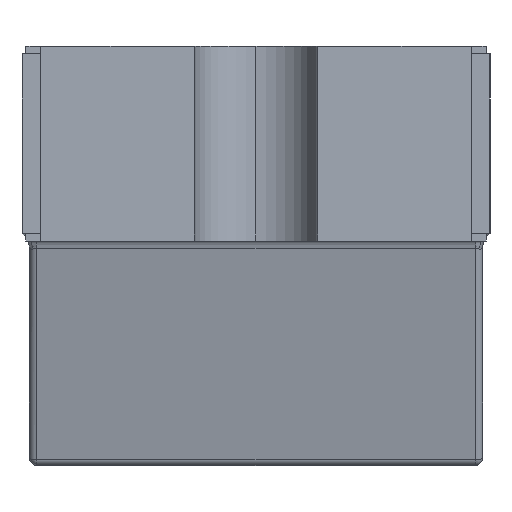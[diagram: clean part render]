
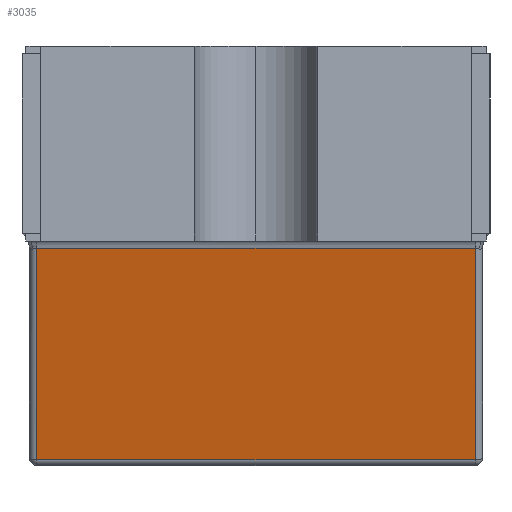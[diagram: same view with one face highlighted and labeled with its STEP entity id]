
A CAD part, left-side view. The second image highlights one B-rep face of the part: STEP entity #3035.
In plain terms, the highlighted planar face has unit normal (-0.98, 0, -0.202).
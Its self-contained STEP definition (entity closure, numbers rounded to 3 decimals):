
#26 = CARTESIAN_POINT ( 'NONE',  ( -0.576, 0.585, -0.604 ) ) ;
#228 = EDGE_CURVE ( 'NONE', #3834, #4306, #4340, .T. ) ;
#476 = VECTOR ( 'NONE', #2820, 1000. ) ;
#514 = LINE ( 'NONE', #1880, #3314 ) ;
#522 = LINE ( 'NONE', #4201, #2056 ) ;
#646 = VERTEX_POINT ( 'NONE', #4269 ) ;
#803 = ORIENTED_EDGE ( 'NONE', *, *, #5281, .T. ) ;
#842 = CARTESIAN_POINT ( 'NONE',  ( -0.576, -2.156, -0.604 ) ) ;
#990 = ORIENTED_EDGE ( 'NONE', *, *, #1132, .T. ) ;
#1132 = EDGE_CURVE ( 'NONE', #646, #3457, #5522, .T. ) ;
#1392 = CARTESIAN_POINT ( 'NONE',  ( -0.572, -2.156, -0.62 ) ) ;
#1433 = PLANE ( 'NONE',  #4321 ) ;
#1667 = CARTESIAN_POINT ( 'NONE',  ( -0.692, -2.156, -0.04 ) ) ;
#1846 = ORIENTED_EDGE ( 'NONE', *, *, #228, .T. ) ;
#1880 = CARTESIAN_POINT ( 'NONE',  ( -0.572, 0.585, -0.62 ) ) ;
#1983 = DIRECTION ( 'NONE',  ( -0.979, 0., -0.202 ) ) ;
#2056 = VECTOR ( 'NONE', #6273, 1000. ) ;
#2820 = DIRECTION ( 'NONE',  ( 0., 1., 0. ) ) ;
#2902 = CARTESIAN_POINT ( 'NONE',  ( -0.576, -0.585, -0.604 ) ) ;
#3035 = ADVANCED_FACE ( 'NONE', ( #3957 ), #1433, .T. ) ;
#3314 = VECTOR ( 'NONE', #4453, 1000. ) ;
#3327 = CARTESIAN_POINT ( 'NONE',  ( -0.692, 0.585, -0.04 ) ) ;
#3457 = VERTEX_POINT ( 'NONE', #3327 ) ;
#3684 = EDGE_LOOP ( 'NONE', ( #5224, #990, #803, #1846 ) ) ;
#3834 = VERTEX_POINT ( 'NONE', #26 ) ;
#3957 = FACE_OUTER_BOUND ( 'NONE', #3684, .T. ) ;
#4029 = VECTOR ( 'NONE', #5494, 1000. ) ;
#4201 = CARTESIAN_POINT ( 'NONE',  ( -0.7, -0.585, 0. ) ) ;
#4269 = CARTESIAN_POINT ( 'NONE',  ( -0.692, -0.585, -0.04 ) ) ;
#4306 = VERTEX_POINT ( 'NONE', #2902 ) ;
#4321 = AXIS2_PLACEMENT_3D ( 'NONE', #1392, #1983, #5023 ) ;
#4340 = LINE ( 'NONE', #842, #4029 ) ;
#4453 = DIRECTION ( 'NONE',  ( 0.202, 0., -0.979 ) ) ;
#4690 = EDGE_CURVE ( 'NONE', #4306, #646, #522, .T. ) ;
#5023 = DIRECTION ( 'NONE',  ( -0.202, 0., 0.979 ) ) ;
#5224 = ORIENTED_EDGE ( 'NONE', *, *, #4690, .T. ) ;
#5281 = EDGE_CURVE ( 'NONE', #3457, #3834, #514, .T. ) ;
#5494 = DIRECTION ( 'NONE',  ( 0., -1., 0. ) ) ;
#5522 = LINE ( 'NONE', #1667, #476 ) ;
#6273 = DIRECTION ( 'NONE',  ( -0.202, 0., 0.979 ) ) ;
